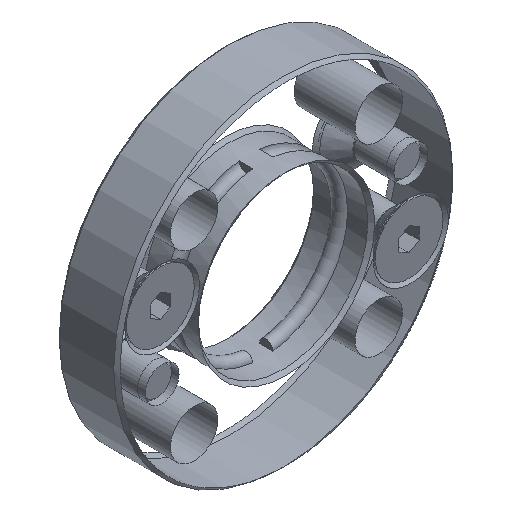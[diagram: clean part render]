
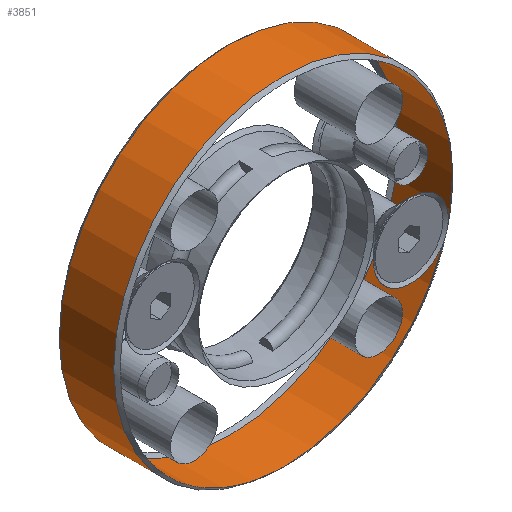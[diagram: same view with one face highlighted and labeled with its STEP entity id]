
A CAD part, isometric view. The second image highlights one B-rep face of the part: STEP entity #3851.
In plain terms, the highlighted cylindrical face has radius 25 mm (diameter 50 mm), a full revolution.
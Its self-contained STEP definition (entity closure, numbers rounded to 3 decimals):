
#268=CYLINDRICAL_SURFACE('',#4070,25.);
#582=FACE_OUTER_BOUND('',#808,.T.);
#808=EDGE_LOOP('',(#3387,#3388,#3389,#3390,#3391,#3392));
#1127=LINE('',#6811,#1453);
#1453=VECTOR('',#4719,25.);
#1525=CIRCLE('',#4068,25.);
#1526=CIRCLE('',#4069,25.);
#1527=CIRCLE('',#4071,25.);
#1528=CIRCLE('',#4072,25.);
#1865=VERTEX_POINT('',#6801);
#1866=VERTEX_POINT('',#6802);
#1867=VERTEX_POINT('',#6807);
#1868=VERTEX_POINT('',#6808);
#2377=EDGE_CURVE('',#1865,#1866,#1525,.T.);
#2378=EDGE_CURVE('',#1866,#1865,#1526,.T.);
#2380=EDGE_CURVE('',#1867,#1868,#1527,.T.);
#2381=EDGE_CURVE('',#1868,#1867,#1528,.T.);
#2382=EDGE_CURVE('',#1868,#1866,#1127,.T.);
#3387=ORIENTED_EDGE('',*,*,#2380,.F.);
#3388=ORIENTED_EDGE('',*,*,#2381,.F.);
#3389=ORIENTED_EDGE('',*,*,#2382,.T.);
#3390=ORIENTED_EDGE('',*,*,#2377,.F.);
#3391=ORIENTED_EDGE('',*,*,#2378,.F.);
#3392=ORIENTED_EDGE('',*,*,#2382,.F.);
#3851=ADVANCED_FACE('',(#582),#268,.T.);
#4068=AXIS2_PLACEMENT_3D('',#6803,#4708,#4709);
#4069=AXIS2_PLACEMENT_3D('',#6804,#4710,#4711);
#4070=AXIS2_PLACEMENT_3D('',#6806,#4713,#4714);
#4071=AXIS2_PLACEMENT_3D('',#6809,#4715,#4716);
#4072=AXIS2_PLACEMENT_3D('',#6810,#4717,#4718);
#4708=DIRECTION('center_axis',(0.,-1.,0.));
#4709=DIRECTION('ref_axis',(1.,0.,0.));
#4710=DIRECTION('center_axis',(0.,-1.,0.));
#4711=DIRECTION('ref_axis',(1.,0.,0.));
#4713=DIRECTION('center_axis',(0.,1.,0.));
#4714=DIRECTION('ref_axis',(-1.,0.,0.));
#4715=DIRECTION('center_axis',(0.,1.,0.));
#4716=DIRECTION('ref_axis',(1.,0.,0.));
#4717=DIRECTION('center_axis',(0.,1.,0.));
#4718=DIRECTION('ref_axis',(1.,0.,0.));
#4719=DIRECTION('',(0.,-1.,0.));
#6801=CARTESIAN_POINT('',(-25.,0.5,0.));
#6802=CARTESIAN_POINT('',(25.,0.5,0.));
#6803=CARTESIAN_POINT('Origin',(0.,0.5,
0.));
#6804=CARTESIAN_POINT('Origin',(0.,0.5,
0.));
#6806=CARTESIAN_POINT('Origin',(0.,4.5,
0.));
#6807=CARTESIAN_POINT('',(-25.,8.5,0.));
#6808=CARTESIAN_POINT('',(25.,8.5,0.));
#6809=CARTESIAN_POINT('Origin',(0.,8.5,
0.));
#6810=CARTESIAN_POINT('Origin',(0.,8.5,
0.));
#6811=CARTESIAN_POINT('',(25.,4.5,0.));
